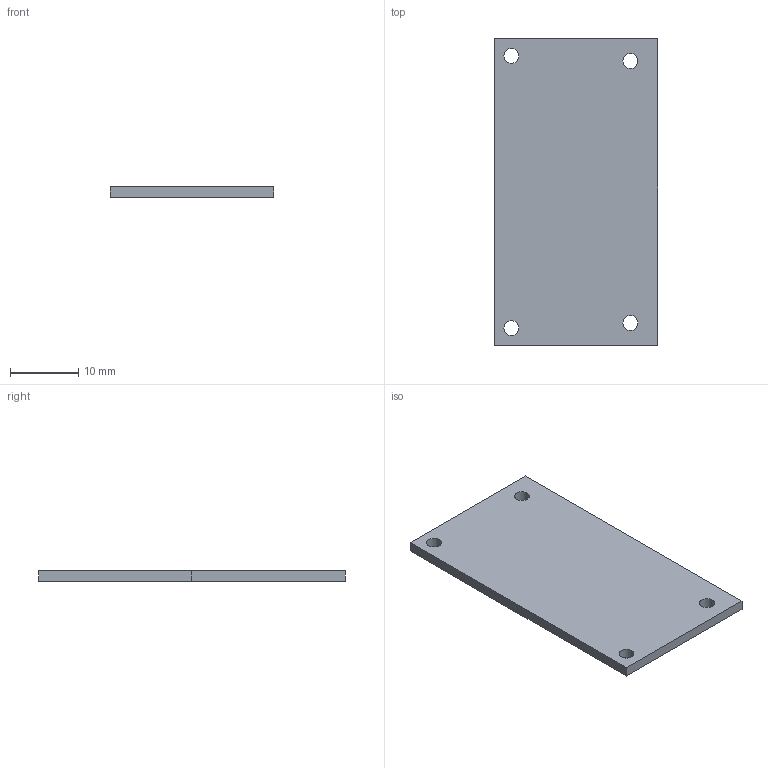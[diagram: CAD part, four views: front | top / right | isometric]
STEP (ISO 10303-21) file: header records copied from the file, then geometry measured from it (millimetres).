
FILE_DESCRIPTION(('HOOPS Exchange Step'),'2;1');
FILE_NAME('temp_export','2023-11-26T17:18:02-05:00',('jscotto'),('Shapr3D Limited'),'HOOPS Exchange 2023.2','Shapr3D','Authorized');
FILE_SCHEMA( ('AUTOMOTIVE_DESIGN { 1 0 10303 214 1 1 1 1 }') );
Length unit declared in the file: millimetre
Products named in the file (1): VGA Cover (Left)
Bounding box: 24.01 x 45 x 1.5 mm (x, y, z)
Volume: 1596.9 mm3; surface area: 2378 mm2
Topology: 1 solids, 1 shells, 16 faces, 44 edges, 33 vertices
Faces by surface type: plane 12, cylinder 4
Full cylindrical faces by diameter (mm): 2.2 x4
Entity records: 662 total; most frequent: CARTESIAN_POINT 190, DIRECTION 91, ORIENTED_EDGE 88, EDGE_CURVE 44, AXIS2_PLACEMENT_3D 33, VERTEX_POINT 33, EDGE_LOOP 27, FACE_BOUND 27
